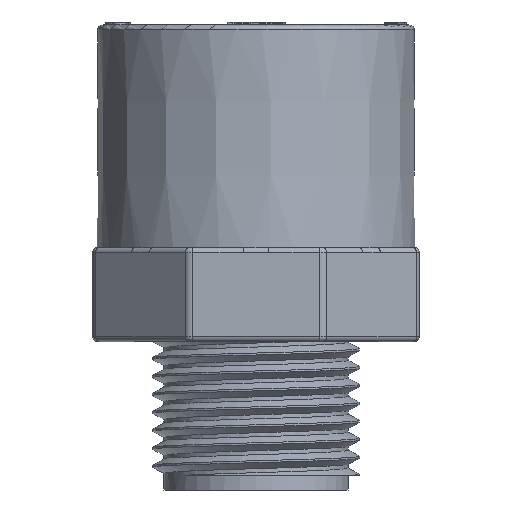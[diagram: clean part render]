
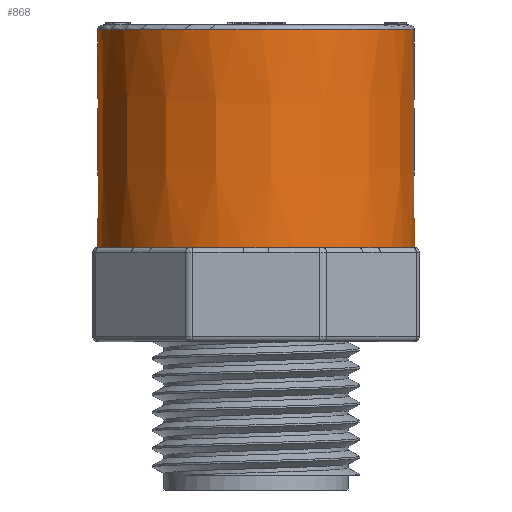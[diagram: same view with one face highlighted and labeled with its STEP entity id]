
A CAD part, front view. The second image highlights one B-rep face of the part: STEP entity #868.
In plain terms, the highlighted conical face has half-angle 0.127 degrees and reference radius 16.05 mm.
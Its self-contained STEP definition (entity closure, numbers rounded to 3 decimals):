
#52=CONICAL_SURFACE('',#13243,16.05,0.127);
#868=ADVANCED_FACE('',(#3733,#3734),#52,.T.);
#3610=CIRCLE('',#13210,16.05);
#3612=CIRCLE('',#13213,16.05);
#3614=CIRCLE('',#13216,16.05);
#3616=CIRCLE('',#13219,16.05);
#3622=CIRCLE('',#13229,16.001);
#3623=CIRCLE('',#13231,16.05);
#3624=CIRCLE('',#13232,16.05);
#3625=CIRCLE('',#13233,16.05);
#3626=CIRCLE('',#13234,16.05);
#3627=CIRCLE('',#13235,16.05);
#3628=CIRCLE('',#13236,16.05);
#3629=CIRCLE('',#13237,16.05);
#3630=CIRCLE('',#13238,16.05);
#3631=CIRCLE('',#13239,16.05);
#3632=CIRCLE('',#13240,16.05);
#3633=CIRCLE('',#13241,16.05);
#3634=CIRCLE('',#13242,16.05);
#3733=FACE_BOUND('',#3816,.T.);
#3734=FACE_BOUND('',#3817,.T.);
#3816=EDGE_LOOP('',(#5170));
#3817=EDGE_LOOP('',(#5171,#5172,#5173,#5174,#5175,#5176,#5177,#5178,#5179,
#5180,#5181,#5182,#5183,#5184,#5185,#5186));
#5170=ORIENTED_EDGE('',*,*,#10496,.T.);
#5171=ORIENTED_EDGE('',*,*,#10497,.F.);
#5172=ORIENTED_EDGE('',*,*,#10498,.F.);
#5173=ORIENTED_EDGE('',*,*,#10476,.F.);
#5174=ORIENTED_EDGE('',*,*,#10499,.F.);
#5175=ORIENTED_EDGE('',*,*,#10480,.F.);
#5176=ORIENTED_EDGE('',*,*,#10500,.F.);
#5177=ORIENTED_EDGE('',*,*,#10484,.F.);
#5178=ORIENTED_EDGE('',*,*,#10501,.F.);
#5179=ORIENTED_EDGE('',*,*,#10488,.F.);
#5180=ORIENTED_EDGE('',*,*,#10502,.F.);
#5181=ORIENTED_EDGE('',*,*,#10503,.F.);
#5182=ORIENTED_EDGE('',*,*,#10504,.F.);
#5183=ORIENTED_EDGE('',*,*,#10505,.F.);
#5184=ORIENTED_EDGE('',*,*,#10506,.F.);
#5185=ORIENTED_EDGE('',*,*,#10507,.F.);
#5186=ORIENTED_EDGE('',*,*,#10508,.F.);
#9118=VERTEX_POINT('',#21395);
#9119=VERTEX_POINT('',#21396);
#9122=VERTEX_POINT('',#21404);
#9123=VERTEX_POINT('',#21405);
#9126=VERTEX_POINT('',#21413);
#9127=VERTEX_POINT('',#21414);
#9130=VERTEX_POINT('',#21422);
#9131=VERTEX_POINT('',#21423);
#9136=VERTEX_POINT('',#21440);
#9137=VERTEX_POINT('',#21443);
#9138=VERTEX_POINT('',#21444);
#9139=VERTEX_POINT('',#21450);
#9140=VERTEX_POINT('',#21452);
#9141=VERTEX_POINT('',#21454);
#9142=VERTEX_POINT('',#21456);
#9143=VERTEX_POINT('',#21458);
#9144=VERTEX_POINT('',#21460);
#10476=EDGE_CURVE('',#9118,#9119,#3610,.T.);
#10480=EDGE_CURVE('',#9122,#9123,#3612,.T.);
#10484=EDGE_CURVE('',#9126,#9127,#3614,.T.);
#10488=EDGE_CURVE('',#9130,#9131,#3616,.T.);
#10496=EDGE_CURVE('',#9136,#9136,#3622,.T.);
#10497=EDGE_CURVE('',#9137,#9138,#3623,.T.);
#10498=EDGE_CURVE('',#9119,#9137,#3624,.T.);
#10499=EDGE_CURVE('',#9123,#9118,#3625,.T.);
#10500=EDGE_CURVE('',#9127,#9122,#3626,.T.);
#10501=EDGE_CURVE('',#9131,#9126,#3627,.T.);
#10502=EDGE_CURVE('',#9139,#9130,#3628,.T.);
#10503=EDGE_CURVE('',#9140,#9139,#3629,.T.);
#10504=EDGE_CURVE('',#9141,#9140,#3630,.T.);
#10505=EDGE_CURVE('',#9142,#9141,#3631,.T.);
#10506=EDGE_CURVE('',#9143,#9142,#3632,.T.);
#10507=EDGE_CURVE('',#9144,#9143,#3633,.T.);
#10508=EDGE_CURVE('',#9138,#9144,#3634,.T.);
#13210=AXIS2_PLACEMENT_3D('',#21394,#14136,#14137);
#13213=AXIS2_PLACEMENT_3D('',#21403,#14144,#14145);
#13216=AXIS2_PLACEMENT_3D('',#21412,#14152,#14153);
#13219=AXIS2_PLACEMENT_3D('',#21421,#14160,#14161);
#13229=AXIS2_PLACEMENT_3D('',#21439,#14182,#14183);
#13231=AXIS2_PLACEMENT_3D('',#21442,#14186,#14187);
#13232=AXIS2_PLACEMENT_3D('',#21445,#14188,#14189);
#13233=AXIS2_PLACEMENT_3D('',#21446,#14190,#14191);
#13234=AXIS2_PLACEMENT_3D('',#21447,#14192,#14193);
#13235=AXIS2_PLACEMENT_3D('',#21448,#14194,#14195);
#13236=AXIS2_PLACEMENT_3D('',#21449,#14196,#14197);
#13237=AXIS2_PLACEMENT_3D('',#21451,#14198,#14199);
#13238=AXIS2_PLACEMENT_3D('',#21453,#14200,#14201);
#13239=AXIS2_PLACEMENT_3D('',#21455,#14202,#14203);
#13240=AXIS2_PLACEMENT_3D('',#21457,#14204,#14205);
#13241=AXIS2_PLACEMENT_3D('',#21459,#14206,#14207);
#13242=AXIS2_PLACEMENT_3D('',#21461,#14208,#14209);
#13243=AXIS2_PLACEMENT_3D('',#21462,#14210,#14211);
#14136=DIRECTION('',(0.,0.,-1.));
#14137=DIRECTION('',(-1.,0.,0.));
#14144=DIRECTION('',(0.,0.,-1.));
#14145=DIRECTION('',(-1.,0.,0.));
#14152=DIRECTION('',(0.,0.,-1.));
#14153=DIRECTION('',(-1.,0.,0.));
#14160=DIRECTION('',(0.,0.,-1.));
#14161=DIRECTION('',(-1.,0.,0.));
#14182=DIRECTION('',(0.,0.,-1.));
#14183=DIRECTION('',(1.,0.,0.));
#14186=DIRECTION('',(0.,0.,-1.));
#14187=DIRECTION('',(-1.,0.,0.));
#14188=DIRECTION('',(0.,0.,-1.));
#14189=DIRECTION('',(-1.,0.,0.));
#14190=DIRECTION('',(0.,0.,-1.));
#14191=DIRECTION('',(-1.,0.,0.));
#14192=DIRECTION('',(0.,0.,-1.));
#14193=DIRECTION('',(-1.,0.,0.));
#14194=DIRECTION('',(0.,0.,-1.));
#14195=DIRECTION('',(-1.,0.,0.));
#14196=DIRECTION('',(0.,0.,-1.));
#14197=DIRECTION('',(-1.,0.,0.));
#14198=DIRECTION('',(0.,0.,-1.));
#14199=DIRECTION('',(-1.,0.,0.));
#14200=DIRECTION('',(0.,0.,-1.));
#14201=DIRECTION('',(-1.,0.,0.));
#14202=DIRECTION('',(0.,0.,-1.));
#14203=DIRECTION('',(-1.,0.,0.));
#14204=DIRECTION('',(0.,0.,-1.));
#14205=DIRECTION('',(-1.,0.,0.));
#14206=DIRECTION('',(0.,0.,-1.));
#14207=DIRECTION('',(-1.,0.,0.));
#14208=DIRECTION('',(0.,0.,-1.));
#14209=DIRECTION('',(-1.,0.,0.));
#14210=DIRECTION('',(0.,0.,-1.));
#14211=DIRECTION('',(-1.,0.,0.));
#21394=CARTESIAN_POINT('',(78.,149.5,23.004));
#21395=CARTESIAN_POINT('',(90.209,159.919,23.004));
#21396=CARTESIAN_POINT('',(94.,150.766,23.004));
#21403=CARTESIAN_POINT('',(78.,149.5,23.004));
#21404=CARTESIAN_POINT('',(79.266,165.5,23.004));
#21405=CARTESIAN_POINT('',(88.419,161.709,23.004));
#21412=CARTESIAN_POINT('',(78.,149.5,23.004));
#21413=CARTESIAN_POINT('',(67.581,161.709,23.004));
#21414=CARTESIAN_POINT('',(76.734,165.5,23.004));
#21421=CARTESIAN_POINT('',(78.,149.5,23.004));
#21422=CARTESIAN_POINT('',(62.,150.766,23.004));
#21423=CARTESIAN_POINT('',(65.791,159.919,23.004));
#21439=CARTESIAN_POINT('',(78.,149.5,45.005));
#21440=CARTESIAN_POINT('',(94.001,149.5,45.005));
#21442=CARTESIAN_POINT('',(78.,149.5,23.004));
#21443=CARTESIAN_POINT('',(94.,148.234,23.004));
#21444=CARTESIAN_POINT('',(90.209,139.081,23.004));
#21445=CARTESIAN_POINT('',(78.,149.5,23.004));
#21446=CARTESIAN_POINT('',(78.,149.5,23.004));
#21447=CARTESIAN_POINT('',(78.,149.5,23.004));
#21448=CARTESIAN_POINT('',(78.,149.5,23.004));
#21449=CARTESIAN_POINT('',(78.,149.5,23.004));
#21450=CARTESIAN_POINT('',(62.,148.234,23.004));
#21451=CARTESIAN_POINT('',(78.,149.5,23.004));
#21452=CARTESIAN_POINT('',(65.791,139.081,23.004));
#21453=CARTESIAN_POINT('',(78.,149.5,23.004));
#21454=CARTESIAN_POINT('',(67.581,137.291,23.004));
#21455=CARTESIAN_POINT('',(78.,149.5,23.004));
#21456=CARTESIAN_POINT('',(76.734,133.5,23.004));
#21457=CARTESIAN_POINT('',(78.,149.5,23.004));
#21458=CARTESIAN_POINT('',(79.266,133.5,23.004));
#21459=CARTESIAN_POINT('',(78.,149.5,23.004));
#21460=CARTESIAN_POINT('',(88.419,137.291,23.004));
#21461=CARTESIAN_POINT('',(78.,149.5,23.004));
#21462=CARTESIAN_POINT('',(78.,149.5,23.004));
